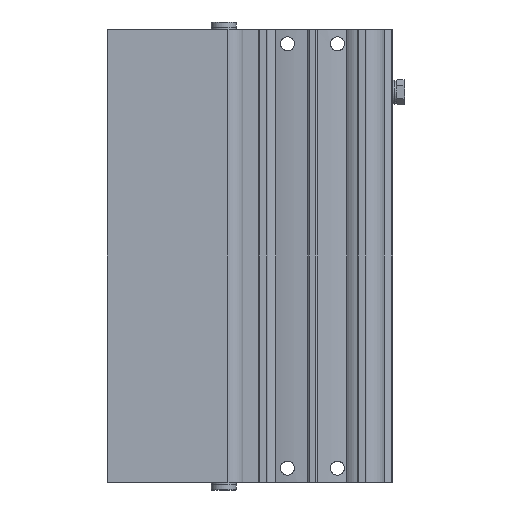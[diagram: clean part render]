
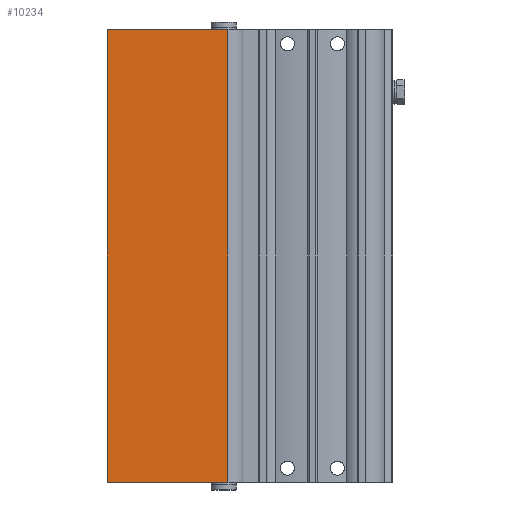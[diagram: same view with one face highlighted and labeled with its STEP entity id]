
A CAD part, front view. The second image highlights one B-rep face of the part: STEP entity #10234.
In plain terms, the highlighted planar face has unit normal (0, -1, 0).
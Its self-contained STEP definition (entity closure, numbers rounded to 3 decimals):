
#613=LINE('',#16189,#1388);
#673=LINE('',#16460,#1448);
#674=LINE('',#16462,#1449);
#675=LINE('',#16464,#1450);
#1388=VECTOR('',#12836,1000.);
#1448=VECTOR('',#13026,1000.);
#1449=VECTOR('',#13029,1000.);
#1450=VECTOR('',#13030,1000.);
#2464=ORIENTED_EDGE('',*,*,#5121,.T.);
#2465=ORIENTED_EDGE('',*,*,#5122,.F.);
#2466=ORIENTED_EDGE('',*,*,#5018,.F.);
#2467=ORIENTED_EDGE('',*,*,#5120,.T.);
#5018=EDGE_CURVE('',#6375,#6376,#613,.T.);
#5120=EDGE_CURVE('',#6375,#6445,#673,.T.);
#5121=EDGE_CURVE('',#6445,#6446,#674,.T.);
#5122=EDGE_CURVE('',#6376,#6446,#675,.T.);
#6375=VERTEX_POINT('',#16188);
#6376=VERTEX_POINT('',#16190);
#6445=VERTEX_POINT('',#16459);
#6446=VERTEX_POINT('',#16463);
#7808=EDGE_LOOP('',(#2464,#2465,#2466,#2467));
#8901=FACE_BOUND('',#7808,.T.);
#9867=PLANE('',#11389);
#10234=ADVANCED_FACE('',(#8901),#9867,.F.);
#11389=AXIS2_PLACEMENT_3D('',#16461,#13027,#13028);
#12836=DIRECTION('',(1.,0.,0.));
#13026=DIRECTION('',(0.,0.,-1.));
#13027=DIRECTION('',(0.,1.,0.));
#13028=DIRECTION('',(0.,0.,1.));
#13029=DIRECTION('',(1.,0.,0.));
#13030=DIRECTION('',(0.,0.,-1.));
#16188=CARTESIAN_POINT('',(52.8,-23.,145.));
#16189=CARTESIAN_POINT('',(52.8,-23.,145.));
#16190=CARTESIAN_POINT('',(91.5,-23.,145.));
#16459=CARTESIAN_POINT('',(52.8,-23.,0.));
#16460=CARTESIAN_POINT('',(52.8,-23.,145.));
#16461=CARTESIAN_POINT('',(52.8,-23.,145.));
#16462=CARTESIAN_POINT('',(52.8,-23.,0.));
#16463=CARTESIAN_POINT('',(91.5,-23.,0.));
#16464=CARTESIAN_POINT('',(91.5,-23.,145.));
